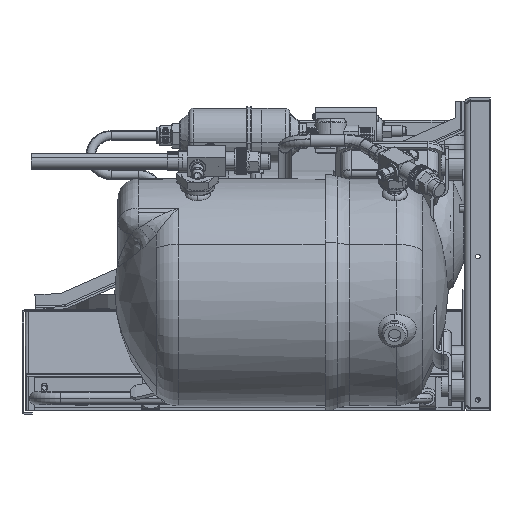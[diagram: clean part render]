
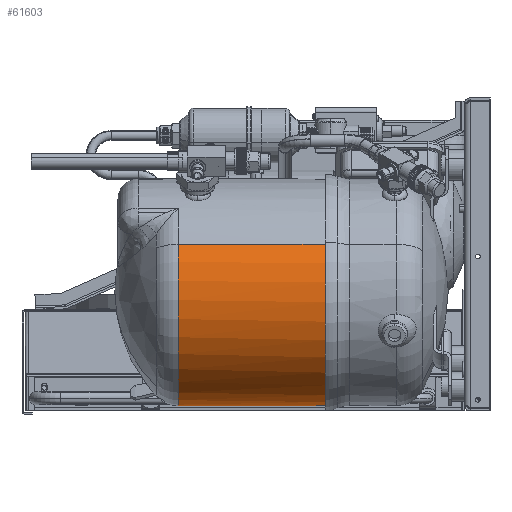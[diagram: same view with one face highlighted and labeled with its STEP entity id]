
A CAD part, left-side view. The second image highlights one B-rep face of the part: STEP entity #61603.
In plain terms, the highlighted cylindrical face has radius 112.5 mm (diameter 225 mm), a partial arc.
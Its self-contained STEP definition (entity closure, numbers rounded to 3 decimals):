
#466 = CIRCLE ( 'NONE', #63859, 112.5 ) ;
#567 = VECTOR ( 'NONE', #15944, 1000. ) ;
#648 = CARTESIAN_POINT ( 'NONE',  ( 0., 267.142, -112.5 ) ) ;
#934 = LINE ( 'NONE', #69329, #92213 ) ;
#4441 = DIRECTION ( 'NONE',  ( 0., 0., -1. ) ) ;
#5096 = EDGE_CURVE ( 'NONE', #8965, #23605, #67968, .T. ) ;
#5922 = CARTESIAN_POINT ( 'NONE',  ( 0., 121.8, 0. ) ) ;
#7353 = ORIENTED_EDGE ( 'NONE', *, *, #5096, .T. ) ;
#7496 = EDGE_CURVE ( 'NONE', #68727, #105617, #934, .T. ) ;
#8965 = VERTEX_POINT ( 'NONE', #70835 ) ;
#9003 = ORIENTED_EDGE ( 'NONE', *, *, #62737, .T. ) ;
#10262 = CIRCLE ( 'NONE', #24860, 112.5 ) ;
#12332 = ORIENTED_EDGE ( 'NONE', *, *, #17316, .T. ) ;
#13871 = ORIENTED_EDGE ( 'NONE', *, *, #7496, .F. ) ;
#15790 = VERTEX_POINT ( 'NONE', #56531 ) ;
#15944 = DIRECTION ( 'NONE',  ( 0., -1., 0. ) ) ;
#16353 = DIRECTION ( 'NONE',  ( 0., -1., 0. ) ) ;
#17316 = EDGE_CURVE ( 'NONE', #68727, #15790, #10262, .T. ) ;
#17970 = DIRECTION ( 'NONE',  ( 0., 0., -1. ) ) ;
#19170 = CYLINDRICAL_SURFACE ( 'NONE', #37044, 112.5 ) ;
#23605 = VERTEX_POINT ( 'NONE', #46709 ) ;
#24301 = ORIENTED_EDGE ( 'NONE', *, *, #30462, .T. ) ;
#24860 = AXIS2_PLACEMENT_3D ( 'NONE', #41649, #29803, #17970 ) ;
#26180 = DIRECTION ( 'NONE',  ( 0., 0., -1. ) ) ;
#26995 = AXIS2_PLACEMENT_3D ( 'NONE', #49905, #38008, #26180 ) ;
#27830 = CARTESIAN_POINT ( 'NONE',  ( 0., 0., 112.5 ) ) ;
#28229 = CARTESIAN_POINT ( 'NONE',  ( 0., 240., 0. ) ) ;
#29803 = DIRECTION ( 'NONE',  ( 0., -1., 0. ) ) ;
#30462 = EDGE_CURVE ( 'NONE', #69108, #44087, #97037, .T. ) ;
#31491 = ORIENTED_EDGE ( 'NONE', *, *, #100349, .F. ) ;
#31962 = EDGE_CURVE ( 'NONE', #105617, #64607, #466, .T. ) ;
#37044 = AXIS2_PLACEMENT_3D ( 'NONE', #76394, #64534, #52676 ) ;
#38008 = DIRECTION ( 'NONE',  ( 0., -1., 0. ) ) ;
#41649 = CARTESIAN_POINT ( 'NONE',  ( 0., 267.142, 0. ) ) ;
#43039 = FACE_OUTER_BOUND ( 'NONE', #114700, .T. ) ;
#44087 = VERTEX_POINT ( 'NONE', #95505 ) ;
#46709 = CARTESIAN_POINT ( 'NONE',  ( 47.58, 240., 101.943 ) ) ;
#48346 = AXIS2_PLACEMENT_3D ( 'NONE', #28229, #16353, #4441 ) ;
#49905 = CARTESIAN_POINT ( 'NONE',  ( 0., 267.142, 0. ) ) ;
#50657 = DIRECTION ( 'NONE',  ( 0., 0., -1. ) ) ;
#52676 = DIRECTION ( 'NONE',  ( 0., 0., -1. ) ) ;
#55943 = CARTESIAN_POINT ( 'NONE',  ( 0., 121.8, -112.5 ) ) ;
#56531 = CARTESIAN_POINT ( 'NONE',  ( 64.495, 267.142, 92.177 ) ) ;
#57467 = DIRECTION ( 'NONE',  ( 0., -1., 0. ) ) ;
#61603 = ADVANCED_FACE ( 'NONE', ( #43039 ), #19170, .T. ) ;
#62551 = DIRECTION ( 'NONE',  ( 0., -1., 0. ) ) ;
#62737 = EDGE_CURVE ( 'NONE', #44087, #64607, #63435, .T. ) ;
#62778 = ORIENTED_EDGE ( 'NONE', *, *, #79948, .T. ) ;
#63266 = ORIENTED_EDGE ( 'NONE', *, *, #31962, .F. ) ;
#63435 = LINE ( 'NONE', #27830, #567 ) ;
#63532 = DIRECTION ( 'NONE',  ( 0., -1., 0. ) ) ;
#63859 = AXIS2_PLACEMENT_3D ( 'NONE', #5922, #62551, #50657 ) ;
#64534 = DIRECTION ( 'NONE',  ( 0., -1., 0. ) ) ;
#64607 = VERTEX_POINT ( 'NONE', #97838 ) ;
#67968 = CIRCLE ( 'NONE', #48346, 112.5 ) ;
#68727 = VERTEX_POINT ( 'NONE', #648 ) ;
#69108 = VERTEX_POINT ( 'NONE', #85679 ) ;
#69329 = CARTESIAN_POINT ( 'NONE',  ( 0., 0., -112.5 ) ) ;
#70835 = CARTESIAN_POINT ( 'NONE',  ( 64.495, 240., 92.177 ) ) ;
#75374 = CARTESIAN_POINT ( 'NONE',  ( 64.495, 240., 92.177 ) ) ;
#76394 = CARTESIAN_POINT ( 'NONE',  ( 0., 0., 0. ) ) ;
#79948 = EDGE_CURVE ( 'NONE', #15790, #8965, #87267, .T. ) ;
#81450 = DIRECTION ( 'NONE',  ( 0., -1., 0. ) ) ;
#83430 = VECTOR ( 'NONE', #63532, 1000. ) ;
#85679 = CARTESIAN_POINT ( 'NONE',  ( 47.58, 267.142, 101.943 ) ) ;
#87267 = LINE ( 'NONE', #75374, #83430 ) ;
#92213 = VECTOR ( 'NONE', #57467, 1000. ) ;
#93283 = CARTESIAN_POINT ( 'NONE',  ( 47.58, 240., 101.943 ) ) ;
#95505 = CARTESIAN_POINT ( 'NONE',  ( 0., 267.142, 112.5 ) ) ;
#97037 = CIRCLE ( 'NONE', #26995, 112.5 ) ;
#97838 = CARTESIAN_POINT ( 'NONE',  ( 0., 121.8, 112.5 ) ) ;
#100349 = EDGE_CURVE ( 'NONE', #69108, #23605, #105086, .T. ) ;
#102838 = VECTOR ( 'NONE', #81450, 1000. ) ;
#105086 = LINE ( 'NONE', #93283, #102838 ) ;
#105617 = VERTEX_POINT ( 'NONE', #55943 ) ;
#114700 = EDGE_LOOP ( 'NONE', ( #24301, #9003, #63266, #13871, #12332, #62778, #7353, #31491 ) ) ;
